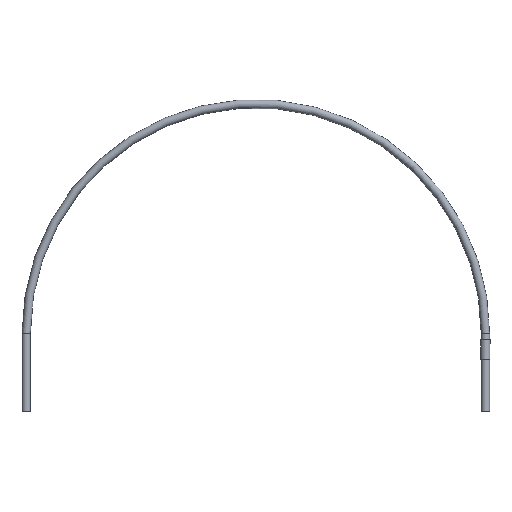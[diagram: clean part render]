
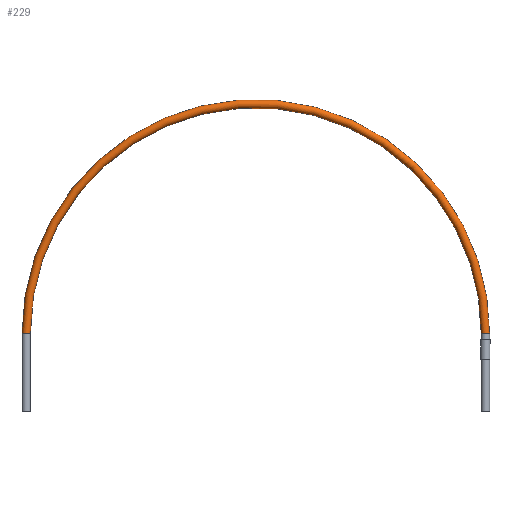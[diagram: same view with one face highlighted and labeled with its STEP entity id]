
A CAD part, top view. The second image highlights one B-rep face of the part: STEP entity #229.
In plain terms, the highlighted toroidal (fillet/blend) face has major radius 175.07 mm and minor radius 3.175 mm.
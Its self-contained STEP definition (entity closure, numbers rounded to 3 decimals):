
#3 = FACE_OUTER_BOUND ( 'NONE', #120, .T. ) ;
#5 = CIRCLE ( 'NONE', #183, 3.175 ) ;
#6 = CARTESIAN_POINT ( 'NONE',  ( -175.07, -175.07, 0. ) ) ;
#7 = DIRECTION ( 'NONE',  ( 0., 1., 0. ) ) ;
#10 = DIRECTION ( 'NONE',  ( 0., 0., -1. ) ) ;
#64 = TOROIDAL_SURFACE ( 'NONE', #235, 175.07, 3.175 ) ;
#65 = FACE_OUTER_BOUND ( 'NONE', #124, .T. ) ;
#86 = CARTESIAN_POINT ( 'NONE',  ( 175.07, -175.07, 0. ) ) ;
#91 = DIRECTION ( 'NONE',  ( 0., -1., 0. ) ) ;
#93 = DIRECTION ( 'NONE',  ( 0., 0., -1. ) ) ;
#109 = ORIENTED_EDGE ( 'NONE', *, *, #299, .F. ) ;
#116 = CARTESIAN_POINT ( 'NONE',  ( -175.07, -175.07, -3.175 ) ) ;
#120 = EDGE_LOOP ( 'NONE', ( #172 ) ) ;
#124 = EDGE_LOOP ( 'NONE', ( #109 ) ) ;
#133 = CARTESIAN_POINT ( 'NONE',  ( 175.07, -175.07, -3.175 ) ) ;
#172 = ORIENTED_EDGE ( 'NONE', *, *, #264, .T. ) ;
#183 = AXIS2_PLACEMENT_3D ( 'NONE', #6, #7, #10 ) ;
#225 = CARTESIAN_POINT ( 'NONE',  ( 0., -175.07, 0. ) ) ;
#229 = ADVANCED_FACE ( 'NONE', ( #3, #65 ), #64, .T. ) ;
#235 = AXIS2_PLACEMENT_3D ( 'NONE', #225, #249, #248 ) ;
#248 = DIRECTION ( 'NONE',  ( 0., 1., 0. ) ) ;
#249 = DIRECTION ( 'NONE',  ( 0., 0., -1. ) ) ;
#264 = EDGE_CURVE ( 'NONE', #344, #344, #5, .T. ) ;
#299 = EDGE_CURVE ( 'NONE', #333, #333, #353, .T. ) ;
#333 = VERTEX_POINT ( 'NONE', #133 ) ;
#344 = VERTEX_POINT ( 'NONE', #116 ) ;
#353 = CIRCLE ( 'NONE', #354, 3.175 ) ;
#354 = AXIS2_PLACEMENT_3D ( 'NONE', #86, #91, #93 ) ;
